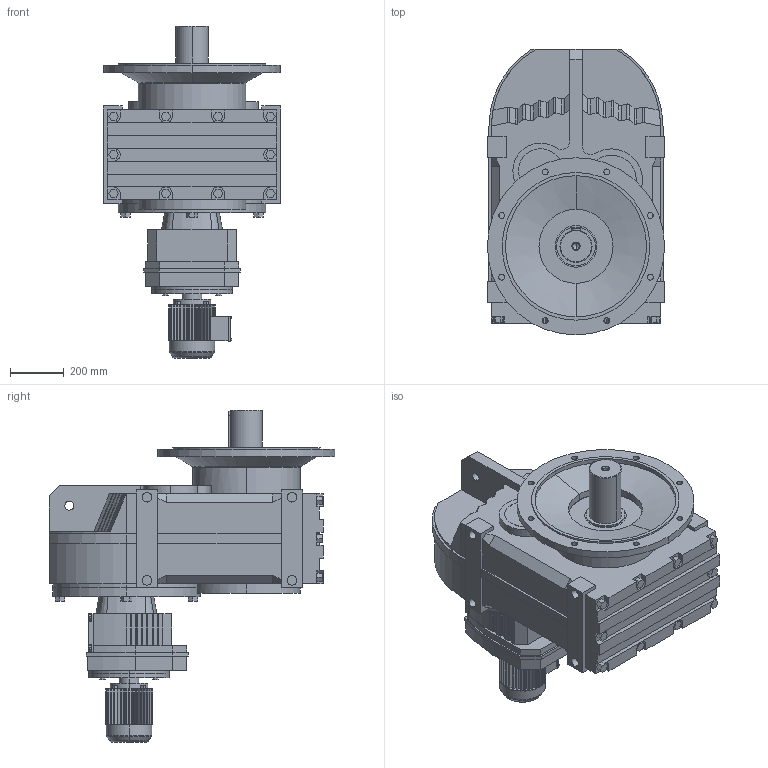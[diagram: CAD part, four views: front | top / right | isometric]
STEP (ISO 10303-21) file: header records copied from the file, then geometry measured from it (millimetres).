
FILE_DESCRIPTION(('Open CASCADE Model'),'2;1');
FILE_NAME('Open CASCADE Shape Model','2019-08-22T19:10:51',('Author'),( 'Open CASCADE'),'Open CASCADE STEP processor 6.3','Open CASCADE 6.3' ,'Unknown');
FILE_SCHEMA(('AUTOMOTIVE_DESIGN_CC2 { 1 2 10303 214 -1 1 5 4 }'));
Length unit declared in the file: millimetre
Products named in the file (6): 1_FF157R97-Y80M; FA27‵157_157.step; 萇儂_300_Y80M.step; R_157_97.step; す瑩妗陑粣F_157.step; 楊擘F_157.step
Assembly tree (5 placements, depth 2):
  1_FF157R97-Y80M
    FA27‵157_157.step
    萇儂_300_Y80M.step
    R_157_97.step
    す瑩妗陑粣F_157.step
    楊擘F_157.step
Bounding box: 660 x 1065 x 1237 mm (x, y, z)
Volume: 264942130.4 mm3; surface area: 5535565.9 mm2
Topology: 5 solids, 5 shells, 1078 faces, 2856 edges, 1864 vertices
Faces by surface type: plane 759, cylinder 279, cone 20, bspline 16, torus 4
Entity records: 73563 total; most frequent: CARTESIAN_POINT 18720, DIRECTION 9584, ORIENTED_EDGE 5708, PCURVE 5708, DEFINITIONAL_REPRESENTATION 5708, LINE 5501, VECTOR 5501, EDGE_CURVE 2854
